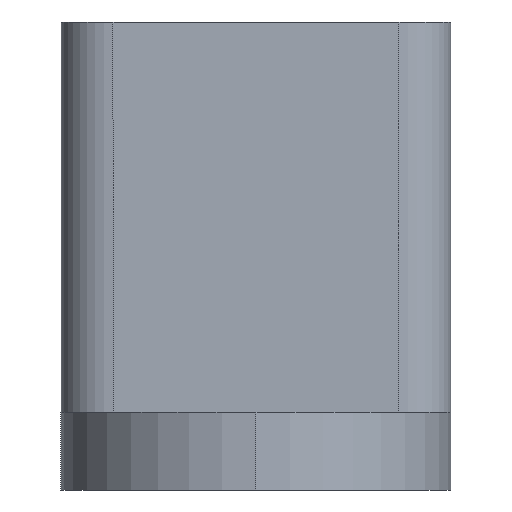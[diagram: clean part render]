
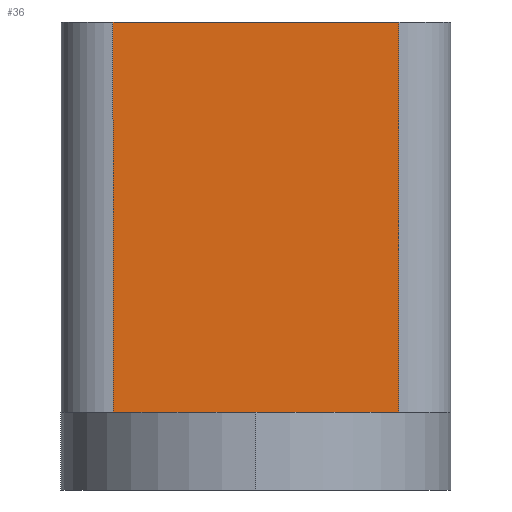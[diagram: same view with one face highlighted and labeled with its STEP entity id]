
A CAD part, left-side view. The second image highlights one B-rep face of the part: STEP entity #36.
In plain terms, the highlighted planar face has unit normal (-1, 0, 0).
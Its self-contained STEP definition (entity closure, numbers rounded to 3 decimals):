
#11 = AXIS2_PLACEMENT_3D ( 'NONE', #911, #129, #59 ) ;
#13 = VERTEX_POINT ( 'NONE', #278 ) ;
#36 = ADVANCED_FACE ( 'NONE', ( #49 ), #560, .F. ) ;
#49 = FACE_OUTER_BOUND ( 'NONE', #781, .T. ) ;
#59 = DIRECTION ( 'NONE',  ( 0., 0., -1. ) ) ;
#82 = ORIENTED_EDGE ( 'NONE', *, *, #821, .F. ) ;
#116 = CARTESIAN_POINT ( 'NONE',  ( -9.25, 5.5, 3. ) ) ;
#122 = CARTESIAN_POINT ( 'NONE',  ( -9.25, -5.5, 10. ) ) ;
#125 = DIRECTION ( 'NONE',  ( 0., 0., 1. ) ) ;
#129 = DIRECTION ( 'NONE',  ( 1., 0., 0. ) ) ;
#140 = EDGE_CURVE ( 'NONE', #848, #145, #341, .T. ) ;
#145 = VERTEX_POINT ( 'NONE', #904 ) ;
#153 = EDGE_CURVE ( 'NONE', #13, #214, #549, .T. ) ;
#214 = VERTEX_POINT ( 'NONE', #116 ) ;
#241 = ORIENTED_EDGE ( 'NONE', *, *, #650, .F. ) ;
#278 = CARTESIAN_POINT ( 'NONE',  ( -9.25, 5.5, 18. ) ) ;
#309 = VECTOR ( 'NONE', #474, 1000. ) ;
#326 = CARTESIAN_POINT ( 'NONE',  ( -9.25, 7.5, 18. ) ) ;
#341 = LINE ( 'NONE', #122, #869 ) ;
#372 = LINE ( 'NONE', #662, #381 ) ;
#381 = VECTOR ( 'NONE', #387, 1000. ) ;
#387 = DIRECTION ( 'NONE',  ( 0., 1., 0. ) ) ;
#403 = CARTESIAN_POINT ( 'NONE',  ( -9.25, 5.5, 10. ) ) ;
#406 = DIRECTION ( 'NONE',  ( 0., 0., -1. ) ) ;
#474 = DIRECTION ( 'NONE',  ( 0., -1., 0. ) ) ;
#481 = ORIENTED_EDGE ( 'NONE', *, *, #153, .T. ) ;
#549 = LINE ( 'NONE', #403, #680 ) ;
#560 = PLANE ( 'NONE',  #11 ) ;
#650 = EDGE_CURVE ( 'NONE', #13, #145, #898, .T. ) ;
#662 = CARTESIAN_POINT ( 'NONE',  ( -9.25, 0., 3. ) ) ;
#680 = VECTOR ( 'NONE', #406, 1000. ) ;
#781 = EDGE_LOOP ( 'NONE', ( #82, #879, #241, #481 ) ) ;
#821 = EDGE_CURVE ( 'NONE', #848, #214, #372, .T. ) ;
#848 = VERTEX_POINT ( 'NONE', #850 ) ;
#850 = CARTESIAN_POINT ( 'NONE',  ( -9.25, -5.5, 3. ) ) ;
#869 = VECTOR ( 'NONE', #125, 1000. ) ;
#879 = ORIENTED_EDGE ( 'NONE', *, *, #140, .T. ) ;
#898 = LINE ( 'NONE', #326, #309 ) ;
#904 = CARTESIAN_POINT ( 'NONE',  ( -9.25, -5.5, 18. ) ) ;
#911 = CARTESIAN_POINT ( 'NONE',  ( -9.25, 0., 10. ) ) ;
